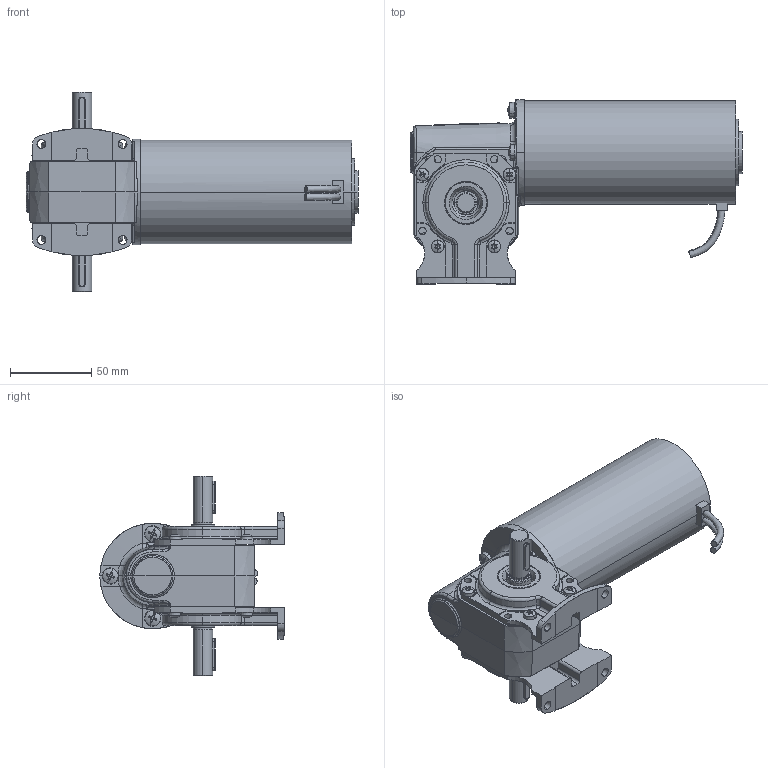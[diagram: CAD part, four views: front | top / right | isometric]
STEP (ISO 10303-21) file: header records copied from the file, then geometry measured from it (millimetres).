
FILE_DESCRIPTION(('STEP AP214'),'1');
FILE_NAME('tmp0.STEP','2015-04-14T07:16:20',(' '),(' '),'Spatial InterOp 3D',' ',' ');
FILE_SCHEMA(('automotive_design'));
Length unit declared in the file: millimetre
Products named in the file (945): NONE; 4; 2; 5; 3; 1
Bounding box: 204.5 x 113.5 x 123 mm (x, y, z)
Volume: 423851.4 mm3; surface area: 88442.2 mm2
Topology: 1 solids, 945 shells, 997 faces, 4639 edges, 4592 vertices
Faces by surface type: plane 360, cylinder 337, torus 130, cone 92, bspline 54, sphere 24
Entity records: 86832 total; most frequent: CARTESIAN_POINT 18844, DIRECTION 9774, ORIENTED_EDGE 4748, EDGE_CURVE 4633, VERTEX_POINT 4592, AXIS2_PLACEMENT_3D 3856, LINE 2062, VECTOR 2062
